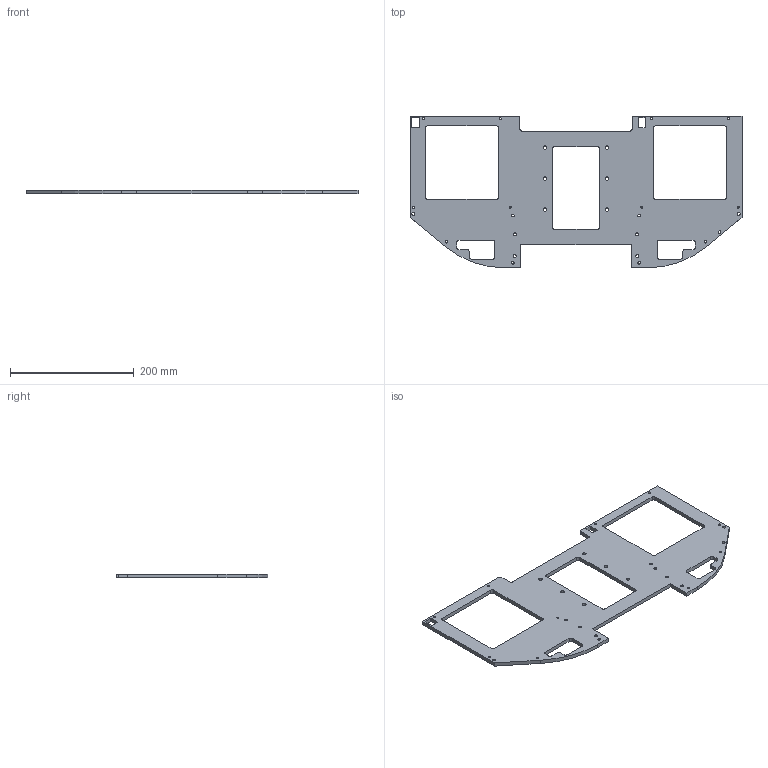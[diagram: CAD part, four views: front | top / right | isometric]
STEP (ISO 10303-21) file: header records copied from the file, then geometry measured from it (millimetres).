
FILE_DESCRIPTION(/* description */ (''),/* implementation_level */ '2;1');
FILE_NAME(/* name */ 'OH1A1-12 UIP Face Plate export version v2.step',/* time_stamp */ '2024-06-20T11:55:17+02:00',/* author */ (''),/* organization */ (''),/* preprocessor_version */ 'ST-DEVELOPER v20',/* originating_system */ 'Autodesk Translation Framework v13.14.0.145',/* authorisation */ '');
FILE_SCHEMA (('AUTOMOTIVE_DESIGN { 1 0 10303 214 3 1 1 }'));
Length unit declared in the file: millimetre
Products named in the file (3): OH1A1-12 UIP Face Plate export version; OH1A1-12; Face Plate
Assembly tree (2 placements, depth 3):
  OH1A1-12 UIP Face Plate export version
    OH1A1-12
      Face Plate
Bounding box: 535.94 x 245.19 x 6.35 mm (x, y, z)
Volume: 440841 mm3; surface area: 163020.1 mm2
Topology: 1 solids, 1 shells, 138 faces, 385 edges, 255 vertices
Faces by surface type: cylinder 65, plane 54, cone 19
Full cylindrical faces by diameter (mm): 3.4 x8, 4.305 x7, 4.915 x6, 5.5 x6
Entity records: 4669 total; most frequent: DIRECTION 820, CARTESIAN_POINT 776, ORIENTED_EDGE 754, EDGE_CURVE 377, AXIS2_PLACEMENT_3D 299, VERTEX_POINT 255, LINE 222, VECTOR 222
